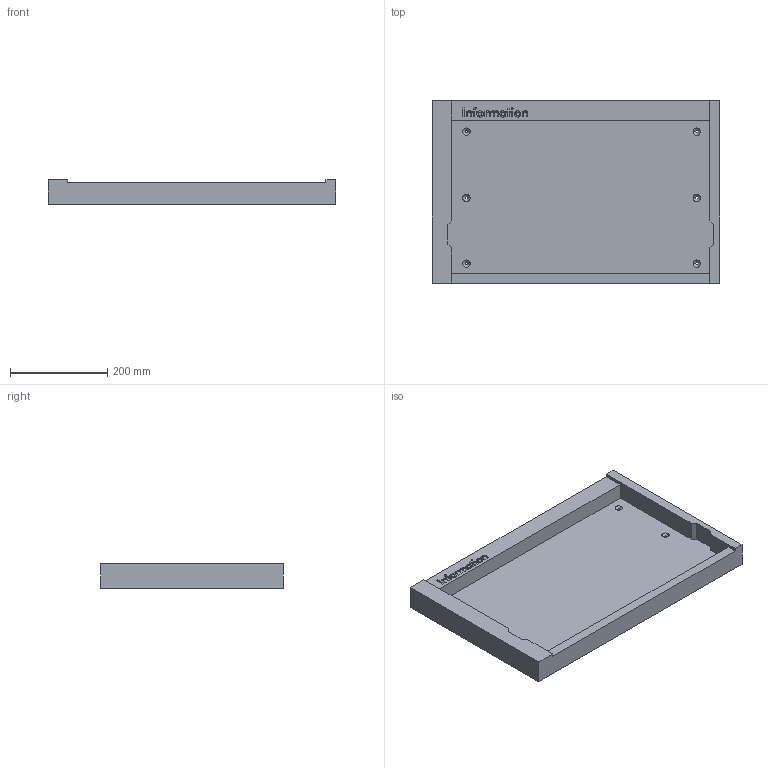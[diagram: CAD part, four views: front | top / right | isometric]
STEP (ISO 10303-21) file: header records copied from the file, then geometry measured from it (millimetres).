
FILE_DESCRIPTION (( 'STEP AP214' ), '1' );
FILE_NAME ('6920405', '2019-01-31T12:05:57', ( '' ), ('JUGARD+KÜNSTNER GmbH'), 'SwSTEP 2.0', 'SolidWorks 2017', '' );
FILE_SCHEMA (( 'AUTOMOTIVE_DESIGN' ));
Length unit declared in the file: millimetre
Products named in the file (1): 6920405_CNAJF00
Bounding box: 590 x 374 x 50 mm (x, y, z)
Volume: 4151344.9 mm3; surface area: 594487.5 mm2
Topology: 1 solids, 1 shells, 197 faces, 530 edges, 350 vertices
Faces by surface type: plane 107, bspline 66, cylinder 12, cone 12
Entity records: 6648 total; most frequent: CARTESIAN_POINT 1936, ORIENTED_EDGE 1060, DIRECTION 700, EDGE_CURVE 530, LINE 360, VECTOR 360, VERTEX_POINT 350, EDGE_LOOP 224
